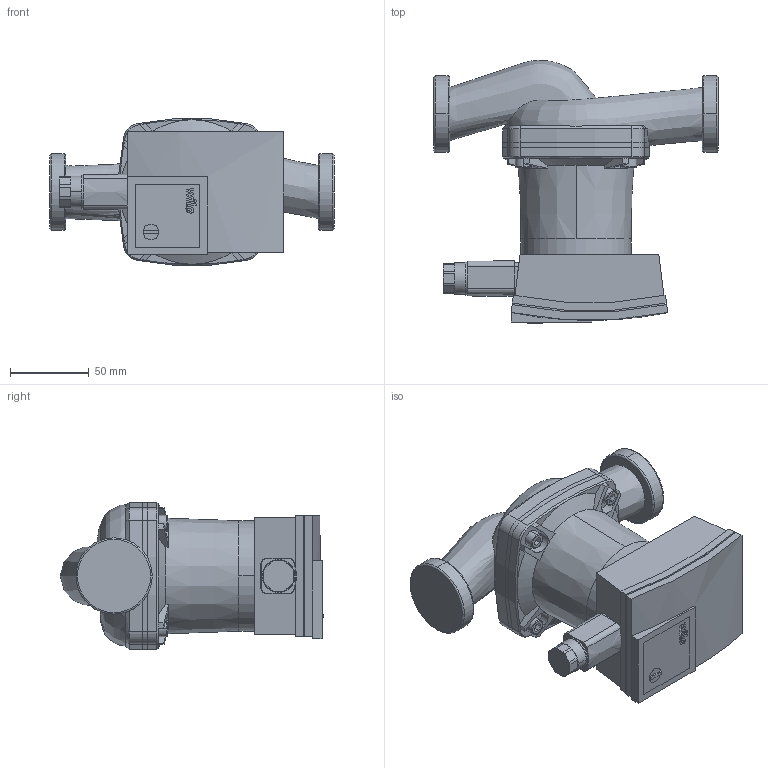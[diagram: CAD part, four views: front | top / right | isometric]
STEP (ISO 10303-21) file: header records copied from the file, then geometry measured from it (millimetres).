
FILE_DESCRIPTION((''),'2;1');
FILE_NAME('3d_Yonos-PICO-25_1-8-(DE)-4164008.stp','2016-04-29T07:52:08',(''),(''),'Mechanical Desktop 2009','Mechanical Desktop 2009',', , ');
FILE_SCHEMA(('CONFIG_CONTROL_DESIGN'));
Length unit declared in the file: millimetre
Products named in the file (1): Product
Bounding box: 180 x 166.7 x 92.7 mm (x, y, z)
Volume: 981394.4 mm3; surface area: 132854.1 mm2
Topology: 11 solids, 11 shells, 318 faces, 860 edges, 577 vertices
Faces by surface type: plane 148, bspline 62, cylinder 60, cone 32, torus 16
Entity records: 14565 total; most frequent: CARTESIAN_POINT 6630, ORIENTED_EDGE 1720, DIRECTION 1519, EDGE_CURVE 860, VERTEX_POINT 577, AXIS2_PLACEMENT_3D 514, VECTOR 491, LINE 491
